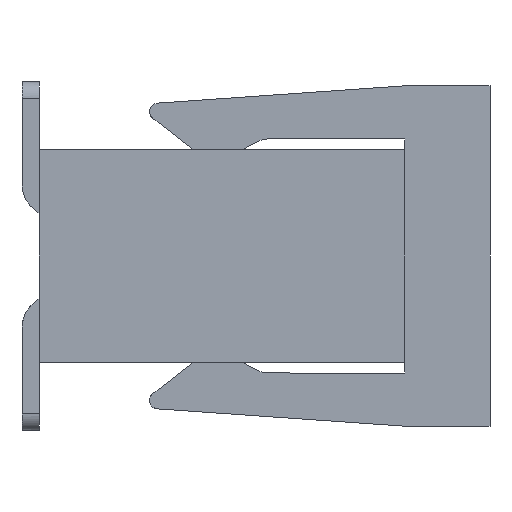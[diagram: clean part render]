
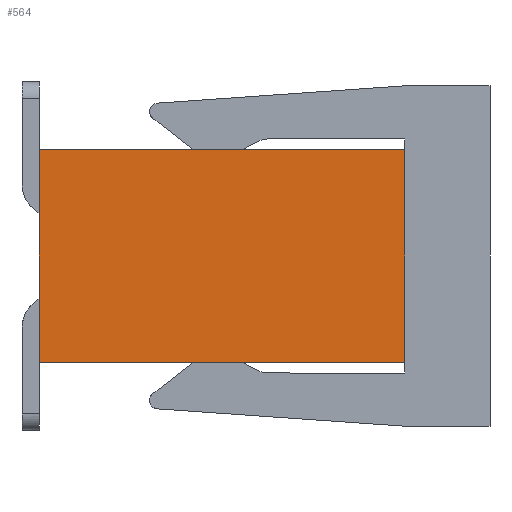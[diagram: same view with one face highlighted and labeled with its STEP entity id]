
A CAD part, left-side view. The second image highlights one B-rep face of the part: STEP entity #564.
In plain terms, the highlighted planar face has unit normal (-1, 0, 0).
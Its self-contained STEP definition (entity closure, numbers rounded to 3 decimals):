
#500=CARTESIAN_POINT('',(-14.,2.15,-2.25));
#501=DIRECTION('',(0.,0.,1.));
#502=DIRECTION('',(-1.,0.,0.));
#503=AXIS2_PLACEMENT_3D('',#500,#502,#501);
#504=PLANE('',#503);
#505=CARTESIAN_POINT('',(-14.,0.,-1.));
#506=VERTEX_POINT('',#505);
#507=CARTESIAN_POINT('',(-14.,4.,-1.));
#508=VERTEX_POINT('',#507);
#509=CARTESIAN_POINT('',(-14.,0.,-1.));
#510=CARTESIAN_POINT('',(-14.,0.8,-1.));
#511=CARTESIAN_POINT('',(-14.,1.6,-1.));
#512=CARTESIAN_POINT('',(-14.,2.4,-1.));
#513=CARTESIAN_POINT('',(-14.,3.2,-1.));
#514=CARTESIAN_POINT('',(-14.,4.,-1.));
#515=B_SPLINE_CURVE_WITH_KNOTS('',5,(#509,#510,#511,#512,#513,#514),.UNSPECIFIED.,.F.,.U.,(6,6),(0.,4.),.UNSPECIFIED.);
#516=EDGE_CURVE('',#506,#508,#515,.T.);
#517=ORIENTED_EDGE('',*,*,#516,.T.);
#518=CARTESIAN_POINT('',(-14.,4.3,-1.));
#519=VERTEX_POINT('',#518);
#520=CARTESIAN_POINT('',(-14.,4.,-1.));
#521=DIRECTION('',(0.,1.,0.));
#522=VECTOR('',#521,0.3);
#523=LINE('',#520,#522);
#524=EDGE_CURVE('',#508,#519,#523,.T.);
#525=ORIENTED_EDGE('',*,*,#524,.T.);
#526=CARTESIAN_POINT('',(-14.,4.3,-3.5));
#527=VERTEX_POINT('',#526);
#528=CARTESIAN_POINT('',(-14.,4.3,-1.));
#529=DIRECTION('',(0.,0.,-1.));
#530=VECTOR('',#529,2.5);
#531=LINE('',#528,#530);
#532=EDGE_CURVE('',#519,#527,#531,.T.);
#533=ORIENTED_EDGE('',*,*,#532,.T.);
#534=CARTESIAN_POINT('',(-14.,4.,-3.5));
#535=VERTEX_POINT('',#534);
#536=CARTESIAN_POINT('',(-14.,4.3,-3.5));
#537=DIRECTION('',(0.,-1.,0.));
#538=VECTOR('',#537,0.3);
#539=LINE('',#536,#538);
#540=EDGE_CURVE('',#527,#535,#539,.T.);
#541=ORIENTED_EDGE('',*,*,#540,.T.);
#542=CARTESIAN_POINT('',(-14.,0.,-3.5));
#543=VERTEX_POINT('',#542);
#544=CARTESIAN_POINT('',(-14.,4.,-3.5));
#545=CARTESIAN_POINT('',(-14.,3.2,-3.5));
#546=CARTESIAN_POINT('',(-14.,2.4,-3.5));
#547=CARTESIAN_POINT('',(-14.,1.6,-3.5));
#548=CARTESIAN_POINT('',(-14.,0.8,-3.5));
#549=CARTESIAN_POINT('',(-14.,0.,-3.5));
#550=B_SPLINE_CURVE_WITH_KNOTS('',5,(#544,#545,#546,#547,#548,#549),.UNSPECIFIED.,.F.,.U.,(6,6),(0.,4.),.UNSPECIFIED.);
#551=EDGE_CURVE('',#535,#543,#550,.T.);
#552=ORIENTED_EDGE('',*,*,#551,.T.);
#553=CARTESIAN_POINT('',(-14.,0.,-3.5));
#554=CARTESIAN_POINT('',(-14.,0.,-3.));
#555=CARTESIAN_POINT('',(-14.,0.,-2.5));
#556=CARTESIAN_POINT('',(-14.,0.,-2.));
#557=CARTESIAN_POINT('',(-14.,0.,-1.5));
#558=CARTESIAN_POINT('',(-14.,0.,-1.));
#559=B_SPLINE_CURVE_WITH_KNOTS('',5,(#553,#554,#555,#556,#557,#558),.UNSPECIFIED.,.F.,.U.,(6,6),(0.,2.5),.UNSPECIFIED.);
#560=EDGE_CURVE('',#543,#506,#559,.T.);
#561=ORIENTED_EDGE('',*,*,#560,.T.);
#562=EDGE_LOOP('',(#517,#525,#533,#541,#552,#561));
#563=FACE_OUTER_BOUND('',#562,.T.);
#564=ADVANCED_FACE('',(#563),#504,.T.);
